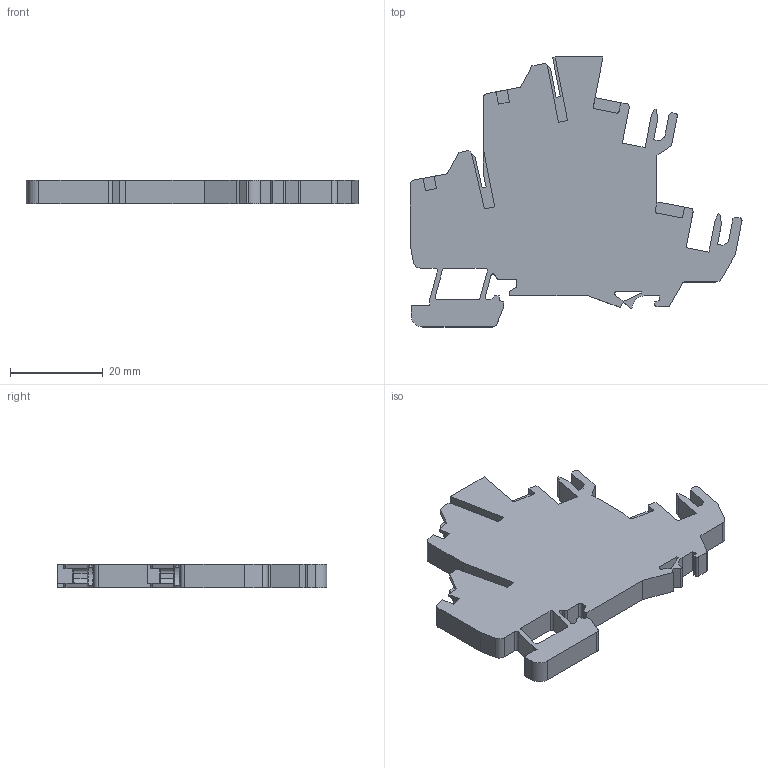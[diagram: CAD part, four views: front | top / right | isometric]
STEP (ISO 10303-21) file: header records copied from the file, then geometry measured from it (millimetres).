
FILE_DESCRIPTION(('Creo Elements/Direct Modeling STEP Export'),'2;1');
FILE_NAME('HC200.stp','2011-07-26T14:43:21',(''),(''),'Creo Elements/Direct Modeling STEP processor for AP214 (Solid Model)','Creo Elements/Direct Modeling 17.0C 05-Feb-2011 (C) Parametric Technology GmbH','');
FILE_SCHEMA(('AUTOMOTIVE_DESIGN { 1 0 10303 214 1 1 1 1 }'));
Length unit declared in the file: millimetre
Products named in the file (2): corpo_isolante
Assembly tree (1 placements, depth 2):
  corpo_isolante
    corpo_isolante
Bounding box: 71.57 x 58.2 x 5.06 mm (x, y, z)
Volume: 11325.2 mm3; surface area: 7089.7 mm2
Topology: 1 solids, 1 shells, 189 faces, 557 edges, 370 vertices
Faces by surface type: plane 144, cylinder 43, cone 2
Entity records: 6297 total; most frequent: CARTESIAN_POINT 1194, ORIENTED_EDGE 1114, DIRECTION 988, EDGE_CURVE 557, VECTOR 452, LINE 452, VERTEX_POINT 370, AXIS2_PLACEMENT_3D 268
